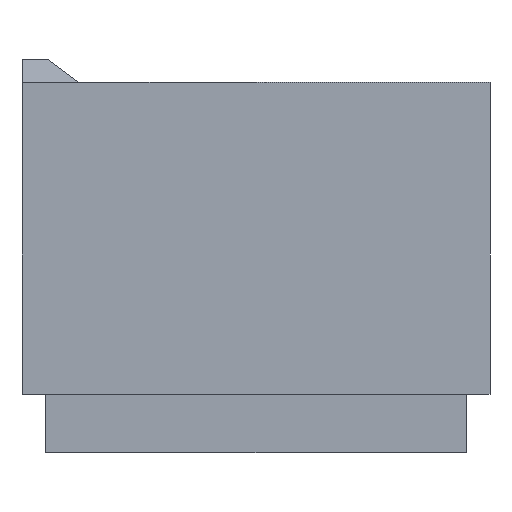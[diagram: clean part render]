
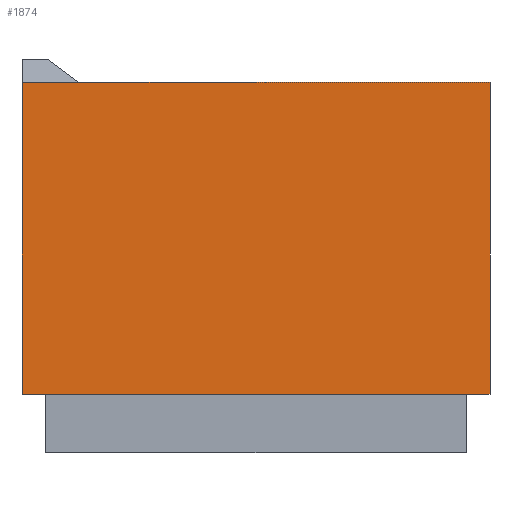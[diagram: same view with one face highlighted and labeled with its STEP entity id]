
A CAD part, front view. The second image highlights one B-rep face of the part: STEP entity #1874.
In plain terms, the highlighted planar face has unit normal (0, -1, 0).
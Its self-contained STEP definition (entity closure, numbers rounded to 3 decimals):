
#132=FACE_OUTER_BOUND('',#255,.T.);
#255=EDGE_LOOP('',(#1648,#1649,#1650,#1651));
#367=LINE('',#2681,#616);
#370=LINE('',#2687,#619);
#495=LINE('',#2946,#744);
#501=LINE('',#2958,#750);
#616=VECTOR('',#2192,10.);
#619=VECTOR('',#2199,10.);
#744=VECTOR('',#2426,10.);
#750=VECTOR('',#2436,10.);
#831=VERTEX_POINT('',#2678);
#832=VERTEX_POINT('',#2680);
#833=VERTEX_POINT('',#2686);
#916=VERTEX_POINT('',#2944);
#1031=EDGE_CURVE('',#831,#832,#367,.T.);
#1034=EDGE_CURVE('',#832,#833,#370,.T.);
#1159=EDGE_CURVE('',#831,#916,#495,.T.);
#1165=EDGE_CURVE('',#916,#833,#501,.T.);
#1648=ORIENTED_EDGE('',*,*,#1159,.T.);
#1649=ORIENTED_EDGE('',*,*,#1165,.T.);
#1650=ORIENTED_EDGE('',*,*,#1034,.F.);
#1651=ORIENTED_EDGE('',*,*,#1031,.F.);
#1770=PLANE('',#1992);
#1874=ADVANCED_FACE('',(#132),#1770,.T.);
#1992=AXIS2_PLACEMENT_3D('',#2959,#2437,#2438);
#2192=DIRECTION('',(0.,0.,1.));
#2199=DIRECTION('',(1.,0.,0.));
#2426=DIRECTION('',(1.,0.,0.));
#2436=DIRECTION('',(0.,0.,1.));
#2437=DIRECTION('center_axis',(0.,-1.,0.));
#2438=DIRECTION('ref_axis',(1.,0.,0.));
#2678=CARTESIAN_POINT('',(0.,-297.942,18.175));
#2680=CARTESIAN_POINT('',(0.,-297.942,58.175));
#2681=CARTESIAN_POINT('',(0.,-297.942,18.175));
#2686=CARTESIAN_POINT('',(60.,-297.942,58.175));
#2687=CARTESIAN_POINT('',(0.,-297.942,58.175));
#2944=CARTESIAN_POINT('',(60.,-297.942,18.175));
#2946=CARTESIAN_POINT('',(0.,-297.942,18.175));
#2958=CARTESIAN_POINT('',(60.,-297.942,18.175));
#2959=CARTESIAN_POINT('Origin',(0.,-297.942,18.175));
